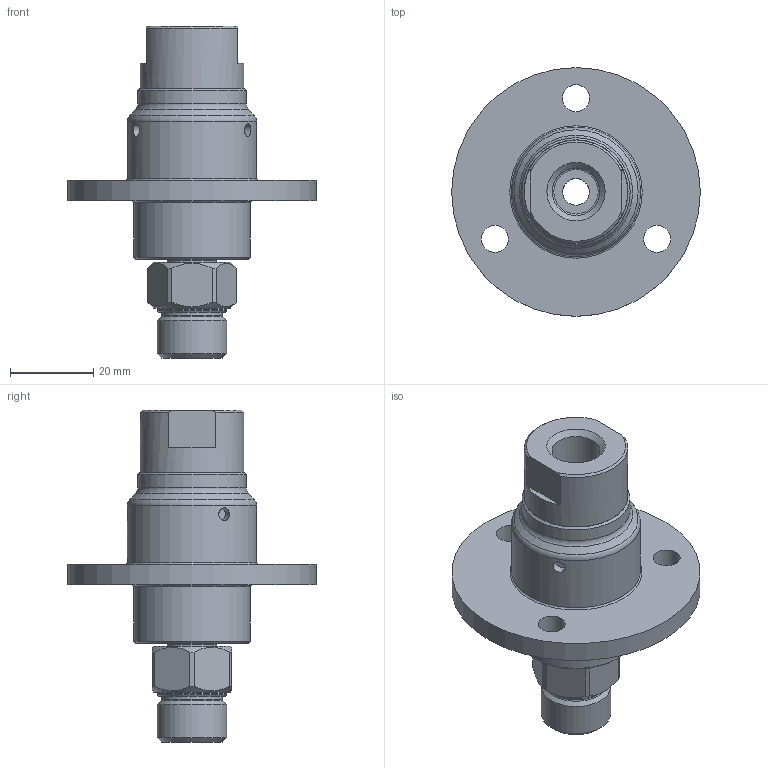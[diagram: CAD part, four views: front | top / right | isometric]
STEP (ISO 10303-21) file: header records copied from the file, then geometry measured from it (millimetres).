
FILE_DESCRIPTION(/* description */ (''),/* implementation_level */ '2;1');
FILE_NAME(/* name */ '58.003.stp',/* time_stamp */ '2020-04-03T08:51:44+02:00',/* author */ ('r.manser'),/* organization */ (''),/* preprocessor_version */ 'ST-DEVELOPER v18',/* originating_system */ 'Autodesk Inventor 2020',/* authorisation */ '');
FILE_SCHEMA (('AUTOMOTIVE_DESIGN { 1 0 10303 214 3 1 1 }'));
Length unit declared in the file: millimetre
Products named in the file (1): 58.003
Bounding box: 59.7 x 59.7 x 79.7 mm (x, y, z)
Volume: 46146.5 mm3; surface area: 14741 mm2
Topology: 2 solids, 3 shells, 102 faces, 307 edges, 221 vertices
Faces by surface type: plane 42, cylinder 32, torus 14, cone 14
Full cylindrical faces by diameter (mm): 3 x3, 6.4 x1, 6.5 x3, 8.2 x1, 9.2 x1, 10.78 x1, 10.917 x1, 11.45 x1, 11.85 x1, 12 x1, 14.6 x1, 14.8 x1, 16.5 x1, 16.66 x1, 24.8 x1, 26 x1, 28 x1, 31 x1, 59.7 x1
Entity records: 3944 total; most frequent: CARTESIAN_POINT 902, DIRECTION 634, ORIENTED_EDGE 614, EDGE_CURVE 307, AXIS2_PLACEMENT_3D 274, VERTEX_POINT 221, CIRCLE 171, EDGE_LOOP 124
